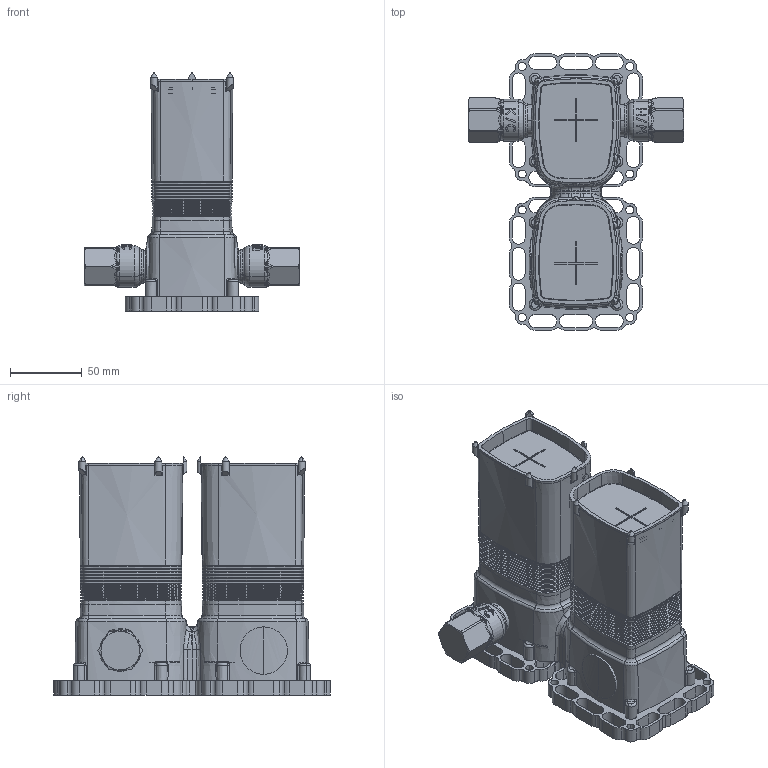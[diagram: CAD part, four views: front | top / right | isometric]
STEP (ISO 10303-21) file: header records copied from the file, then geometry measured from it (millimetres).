
FILE_DESCRIPTION (( 'STEP AP203' ), '1' );
FILE_NAME ('44090000.STEP', '2019-01-14T11:25:12', ( '' ), ( '' ), 'SwSTEP 2.0', 'SolidWorks 2016', '' );
FILE_SCHEMA (( 'CONFIG_CONTROL_DESIGN' ));
Length unit declared in the file: millimetre
Products named in the file (1): 44090000
Bounding box: 150 x 193 x 166 mm (x, y, z)
Volume: 733117 mm3; surface area: 228491 mm2
Topology: 11 solids, 11 shells, 2234 faces, 5400 edges, 3196 vertices
Faces by surface type: cone 920, torus 532, plane 352, cylinder 288, bspline 126, sphere 16
Entity records: 88569 total; most frequent: CARTESIAN_POINT 36267, DIRECTION 11630, ORIENTED_EDGE 10784, EDGE_CURVE 5392, AXIS2_PLACEMENT_3D 4840, VERTEX_POINT 3196, CIRCLE 2731, EDGE_LOOP 2314
